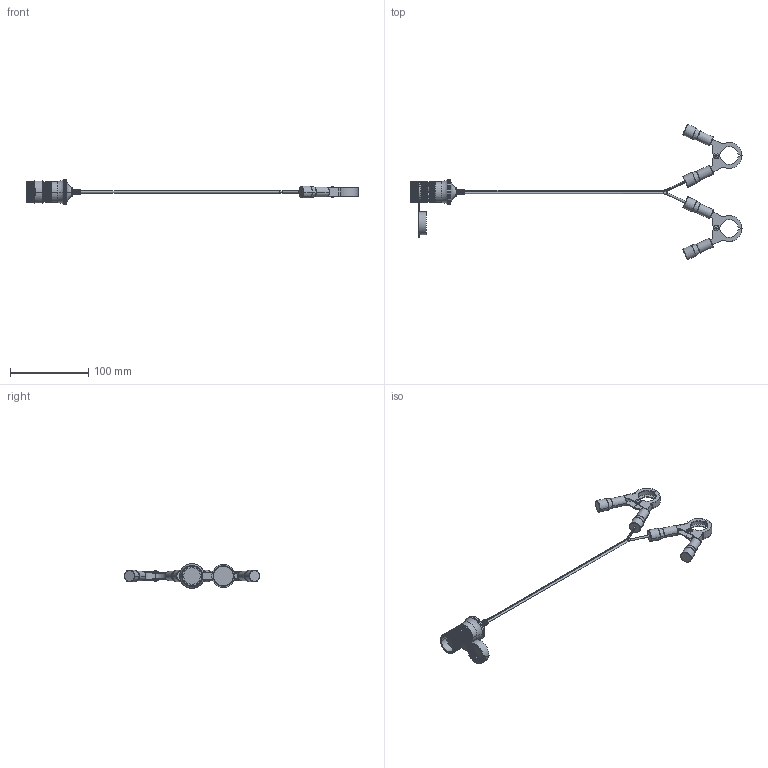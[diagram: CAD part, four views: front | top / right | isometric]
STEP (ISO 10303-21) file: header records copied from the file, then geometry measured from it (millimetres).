
FILE_DESCRIPTION (( 'STEP AP214' ), '1' );
FILE_NAME ('AE602-15.STEP', '2022-12-29T22:34:17', ( '' ), ( '' ), 'SwSTEP 2.0', 'SolidWorks 2021', '' );
FILE_SCHEMA (( 'AUTOMOTIVE_DESIGN' ));
Length unit declared in the file: millimetre
Products named in the file (1): AE602-15
Bounding box: 423.89 x 172.92 x 31.97 mm (x, y, z)
Volume: 59418 mm3; surface area: 35971.2 mm2
Topology: 14 solids, 14 shells, 965 faces, 2513 edges, 1592 vertices
Faces by surface type: plane 699, cylinder 121, cone 89, torus 56
Entity records: 29536 total; most frequent: CARTESIAN_POINT 6007, ORIENTED_EDGE 5026, DIRECTION 4615, EDGE_CURVE 2513, VECTOR 1719, LINE 1719, VERTEX_POINT 1592, AXIS2_PLACEMENT_3D 1448
